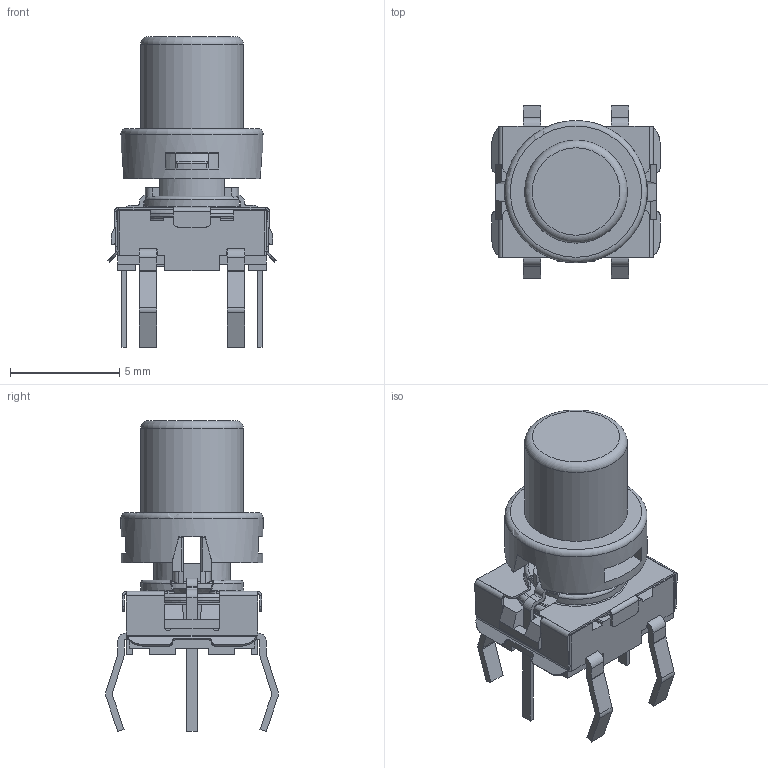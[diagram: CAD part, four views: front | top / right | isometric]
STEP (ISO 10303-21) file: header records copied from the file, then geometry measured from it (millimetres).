
FILE_DESCRIPTION((''),'2;1');
FILE_NAME('TL6215VFxxxxET.stp','2018-01-12T16:37:33',('mwilliams'),(''),'Autodesk Inventor 2012','Autodesk Inventor 2012','');
FILE_SCHEMA(('AUTOMOTIVE_DESIGN { 1 0 10303 214 1 1 1 1 }'));
Length unit declared in the file: millimetre
Products named in the file (1): TL6215VFxxxxET
Bounding box: 7.69 x 7.9 x 14.2 mm (x, y, z)
Volume: 98.2 mm3; surface area: 828.1 mm2
Topology: 1 solids, 684 shells, 710 faces, 3681 edges, 3656 vertices
Faces by surface type: plane 457, cylinder 162, bspline 51, torus 31, cone 7, sphere 2
Full cylindrical faces by diameter (mm): 2.8 x1, 4.7 x1, 6.5 x1
Entity records: 44702 total; most frequent: CARTESIAN_POINT 12386, DIRECTION 5663, ORIENTED_EDGE 3740, EDGE_CURVE 3673, VERTEX_POINT 3653, VECTOR 2653, LINE 2653, AXIS2_PLACEMENT_3D 1505
